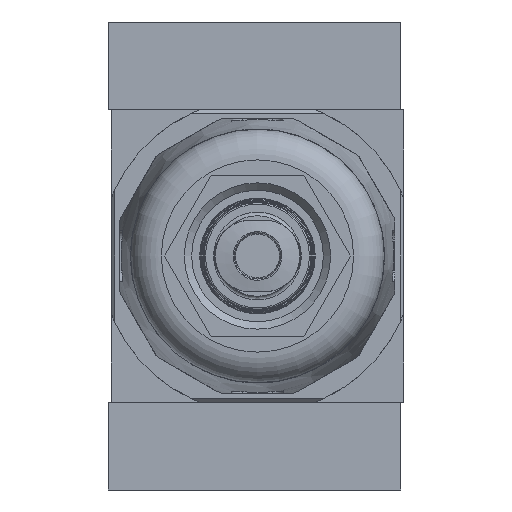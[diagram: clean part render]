
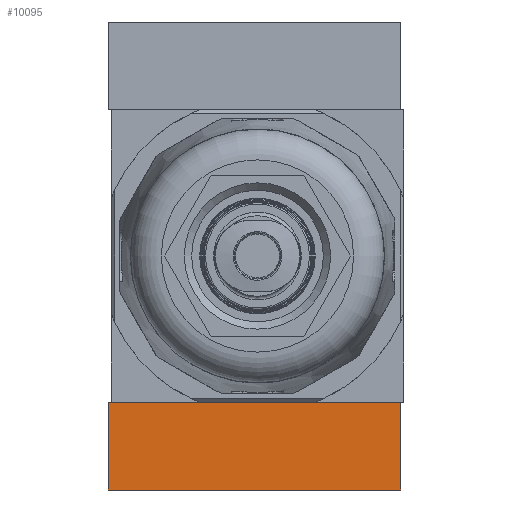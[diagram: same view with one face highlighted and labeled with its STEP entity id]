
A CAD part, front view. The second image highlights one B-rep face of the part: STEP entity #10095.
In plain terms, the highlighted face is planar.
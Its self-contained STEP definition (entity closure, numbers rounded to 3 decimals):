
#592=LINE('',#15674,#1084);
#597=LINE('',#15688,#1089);
#599=LINE('',#15692,#1091);
#600=LINE('',#15693,#1092);
#1084=VECTOR('',#12694,1000.);
#1089=VECTOR('',#12707,1000.);
#1091=VECTOR('',#12711,1000.);
#1092=VECTOR('',#12712,1000.);
#1418=PLANE('',#10883);
#3106=ORIENTED_EDGE('',*,*,#4539,.T.);
#3107=ORIENTED_EDGE('',*,*,#4530,.F.);
#3108=ORIENTED_EDGE('',*,*,#4540,.F.);
#3109=ORIENTED_EDGE('',*,*,#4537,.T.);
#4530=EDGE_CURVE('',#5388,#5385,#592,.T.);
#4537=EDGE_CURVE('',#5394,#5393,#597,.T.);
#4539=EDGE_CURVE('',#5393,#5385,#599,.T.);
#4540=EDGE_CURVE('',#5394,#5388,#600,.T.);
#5385=VERTEX_POINT('',#15668);
#5388=VERTEX_POINT('',#15673);
#5393=VERTEX_POINT('',#15687);
#5394=VERTEX_POINT('',#15689);
#6430=EDGE_LOOP('',(#3106,#3107,#3108,#3109));
#7090=FACE_BOUND('',#6430,.T.);
#10095=ADVANCED_FACE('',(#7090),#1418,.F.);
#10883=AXIS2_PLACEMENT_3D('',#15691,#12709,#12710);
#12694=DIRECTION('',(0.,0.,-1.));
#12707=DIRECTION('',(0.,0.,-1.));
#12709=DIRECTION('',(0.,-1.,0.));
#12710=DIRECTION('',(0.,0.,-1.));
#12711=DIRECTION('',(-1.,0.,0.));
#12712=DIRECTION('',(-1.,0.,0.));
#15668=CARTESIAN_POINT('',(-20.,10.,-6.));
#15673=CARTESIAN_POINT('',(-20.,10.,6.));
#15674=CARTESIAN_POINT('',(-20.,10.,6.));
#15687=CARTESIAN_POINT('',(20.,10.,-6.));
#15688=CARTESIAN_POINT('',(20.,10.,6.));
#15689=CARTESIAN_POINT('',(20.,10.,6.));
#15691=CARTESIAN_POINT('',(20.,10.,6.));
#15692=CARTESIAN_POINT('',(20.,10.,-6.));
#15693=CARTESIAN_POINT('',(20.,10.,6.));
